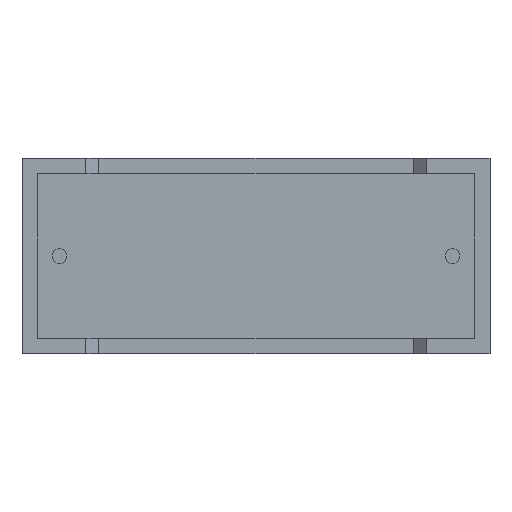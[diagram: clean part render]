
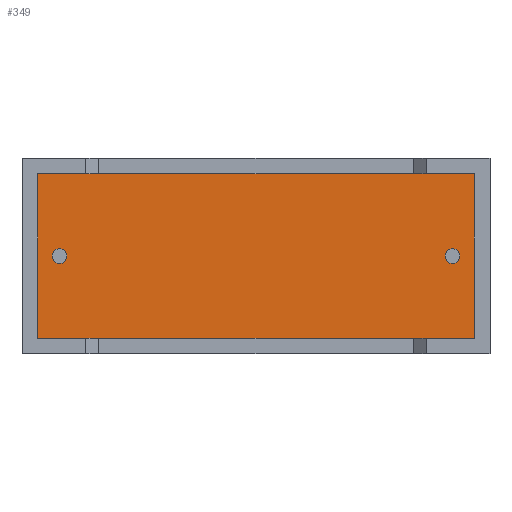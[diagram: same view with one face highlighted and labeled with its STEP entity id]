
A CAD part, front view. The second image highlights one B-rep face of the part: STEP entity #349.
In plain terms, the highlighted planar face has unit normal (0, -1, 0).
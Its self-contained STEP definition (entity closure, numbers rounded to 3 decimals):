
#8 = EDGE_CURVE ( 'NONE', #2788, #3007, #1717, .T. ) ;
#70 = CARTESIAN_POINT ( 'NONE',  ( 0.893, 0.75, 10.307 ) ) ;
#120 = ORIENTED_EDGE ( 'NONE', *, *, #2874, .T. ) ;
#133 = LINE ( 'NONE', #2662, #1881 ) ;
#172 = VECTOR ( 'NONE', #784, 1000. ) ;
#209 = VECTOR ( 'NONE', #385, 1000. ) ;
#292 = VERTEX_POINT ( 'NONE', #394 ) ;
#324 = CARTESIAN_POINT ( 'NONE',  ( 0.893, 0.75, 10.307 ) ) ;
#331 = DIRECTION ( 'NONE',  ( 0., 0., -1. ) ) ;
#349 = ADVANCED_FACE ( 'NONE', ( #2222, #2743, #2257 ), #2521, .T. ) ;
#353 = LINE ( 'NONE', #70, #172 ) ;
#385 = DIRECTION ( 'NONE',  ( 0., 0., 1. ) ) ;
#393 = DIRECTION ( 'NONE',  ( 1., 0., 0. ) ) ;
#394 = CARTESIAN_POINT ( 'NONE',  ( 25.907, 0.75, 0.893 ) ) ;
#544 = AXIS2_PLACEMENT_3D ( 'NONE', #1124, #1885, #2815 ) ;
#689 = VECTOR ( 'NONE', #2011, 1000. ) ;
#710 = VERTEX_POINT ( 'NONE', #1778 ) ;
#726 = ORIENTED_EDGE ( 'NONE', *, *, #2573, .F. ) ;
#737 = EDGE_LOOP ( 'NONE', ( #2568, #3002 ) ) ;
#738 = ORIENTED_EDGE ( 'NONE', *, *, #1740, .T. ) ;
#766 = VERTEX_POINT ( 'NONE', #2505 ) ;
#784 = DIRECTION ( 'NONE',  ( 0., 0., -1. ) ) ;
#807 = DIRECTION ( 'NONE',  ( 0., -1., 0. ) ) ;
#831 = CARTESIAN_POINT ( 'NONE',  ( 24.65, 0.75, 5.6 ) ) ;
#873 = DIRECTION ( 'NONE',  ( 0., 0., -1. ) ) ;
#896 = CARTESIAN_POINT ( 'NONE',  ( 0., 0.75, 0. ) ) ;
#1005 = DIRECTION ( 'NONE',  ( 0., 0., -1. ) ) ;
#1103 = CIRCLE ( 'NONE', #1983, 0.425 ) ;
#1124 = CARTESIAN_POINT ( 'NONE',  ( 2.15, 0.75, 5.6 ) ) ;
#1166 = AXIS2_PLACEMENT_3D ( 'NONE', #896, #2319, #873 ) ;
#1206 = DIRECTION ( 'NONE',  ( 0., -1., 0. ) ) ;
#1231 = DIRECTION ( 'NONE',  ( 0., 0., -1. ) ) ;
#1280 = CARTESIAN_POINT ( 'NONE',  ( 24.65, 0.75, 5.6 ) ) ;
#1284 = CARTESIAN_POINT ( 'NONE',  ( 24.65, 0.75, 6.025 ) ) ;
#1295 = CARTESIAN_POINT ( 'NONE',  ( 2.15, 0.75, 6.025 ) ) ;
#1340 = EDGE_CURVE ( 'NONE', #1687, #2344, #1790, .T. ) ;
#1348 = CARTESIAN_POINT ( 'NONE',  ( 25.907, 0.75, 10.307 ) ) ;
#1391 = VERTEX_POINT ( 'NONE', #324 ) ;
#1392 = EDGE_CURVE ( 'NONE', #3007, #2788, #1535, .T. ) ;
#1466 = LINE ( 'NONE', #1812, #209 ) ;
#1476 = CARTESIAN_POINT ( 'NONE',  ( 2.15, 0.75, 5.6 ) ) ;
#1529 = EDGE_CURVE ( 'NONE', #1391, #710, #353, .T. ) ;
#1535 = CIRCLE ( 'NONE', #2239, 0.425 ) ;
#1546 = DIRECTION ( 'NONE',  ( 0., -1., 0. ) ) ;
#1687 = VERTEX_POINT ( 'NONE', #2722 ) ;
#1717 = CIRCLE ( 'NONE', #2298, 0.425 ) ;
#1740 = EDGE_CURVE ( 'NONE', #292, #766, #1466, .T. ) ;
#1743 = LINE ( 'NONE', #1348, #689 ) ;
#1744 = EDGE_CURVE ( 'NONE', #710, #292, #133, .T. ) ;
#1755 = ORIENTED_EDGE ( 'NONE', *, *, #1340, .F. ) ;
#1778 = CARTESIAN_POINT ( 'NONE',  ( 0.893, 0.75, 0.893 ) ) ;
#1790 = CIRCLE ( 'NONE', #544, 0.425 ) ;
#1812 = CARTESIAN_POINT ( 'NONE',  ( 25.907, 0.75, 0.893 ) ) ;
#1881 = VECTOR ( 'NONE', #393, 1000. ) ;
#1885 = DIRECTION ( 'NONE',  ( 0., -1., 0. ) ) ;
#1983 = AXIS2_PLACEMENT_3D ( 'NONE', #1476, #1206, #1231 ) ;
#2011 = DIRECTION ( 'NONE',  ( -1., 0., 0. ) ) ;
#2075 = EDGE_LOOP ( 'NONE', ( #2352, #3046, #738, #120 ) ) ;
#2153 = EDGE_LOOP ( 'NONE', ( #726, #1755 ) ) ;
#2222 = FACE_BOUND ( 'NONE', #737, .T. ) ;
#2239 = AXIS2_PLACEMENT_3D ( 'NONE', #1280, #807, #1005 ) ;
#2257 = FACE_BOUND ( 'NONE', #2153, .T. ) ;
#2298 = AXIS2_PLACEMENT_3D ( 'NONE', #831, #1546, #331 ) ;
#2319 = DIRECTION ( 'NONE',  ( 0., -1., 0. ) ) ;
#2344 = VERTEX_POINT ( 'NONE', #1295 ) ;
#2352 = ORIENTED_EDGE ( 'NONE', *, *, #1529, .T. ) ;
#2505 = CARTESIAN_POINT ( 'NONE',  ( 25.907, 0.75, 10.307 ) ) ;
#2521 = PLANE ( 'NONE',  #1166 ) ;
#2568 = ORIENTED_EDGE ( 'NONE', *, *, #8, .F. ) ;
#2573 = EDGE_CURVE ( 'NONE', #2344, #1687, #1103, .T. ) ;
#2662 = CARTESIAN_POINT ( 'NONE',  ( 0.893, 0.75, 0.893 ) ) ;
#2722 = CARTESIAN_POINT ( 'NONE',  ( 2.15, 0.75, 5.175 ) ) ;
#2731 = CARTESIAN_POINT ( 'NONE',  ( 24.65, 0.75, 5.175 ) ) ;
#2743 = FACE_OUTER_BOUND ( 'NONE', #2075, .T. ) ;
#2788 = VERTEX_POINT ( 'NONE', #1284 ) ;
#2815 = DIRECTION ( 'NONE',  ( 0., 0., -1. ) ) ;
#2874 = EDGE_CURVE ( 'NONE', #766, #1391, #1743, .T. ) ;
#3002 = ORIENTED_EDGE ( 'NONE', *, *, #1392, .F. ) ;
#3007 = VERTEX_POINT ( 'NONE', #2731 ) ;
#3046 = ORIENTED_EDGE ( 'NONE', *, *, #1744, .T. ) ;
